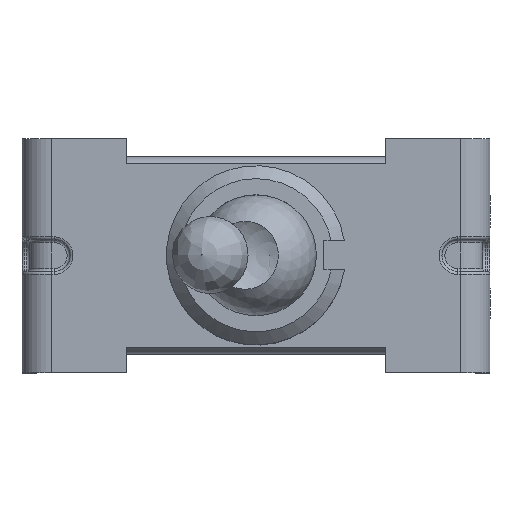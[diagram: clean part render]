
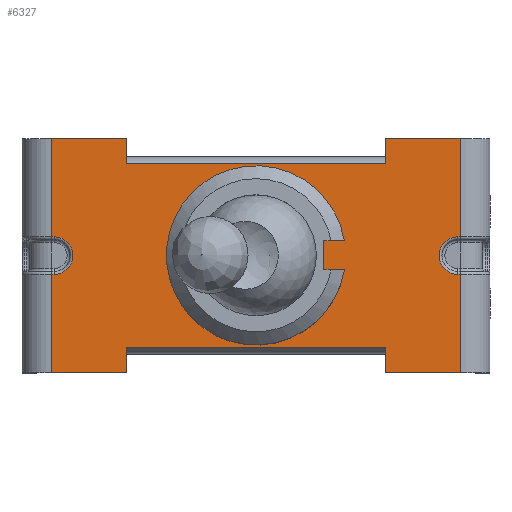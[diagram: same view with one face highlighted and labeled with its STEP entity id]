
A CAD part, top view. The second image highlights one B-rep face of the part: STEP entity #6327.
In plain terms, the highlighted planar face has unit normal (0, 0, 1).
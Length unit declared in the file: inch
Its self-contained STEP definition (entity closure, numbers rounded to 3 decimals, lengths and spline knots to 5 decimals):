
#86=FACE_BOUND('',#2441,.T.);
#391=PLANE('',#6965);
#417=LINE('',#8977,#1068);
#420=LINE('',#8985,#1071);
#422=LINE('',#8999,#1073);
#767=LINE('',#9859,#1418);
#775=LINE('',#9885,#1426);
#802=LINE('',#9954,#1453);
#872=LINE('',#10147,#1523);
#877=LINE('',#10161,#1528);
#879=LINE('',#10167,#1530);
#884=LINE('',#10177,#1535);
#887=LINE('',#10183,#1538);
#889=LINE('',#10186,#1540);
#892=LINE('',#10192,#1543);
#895=LINE('',#10198,#1546);
#897=LINE('',#10201,#1548);
#920=LINE('',#10304,#1571);
#933=LINE('',#10341,#1584);
#934=LINE('',#10350,#1585);
#957=LINE('',#10450,#1608);
#961=LINE('',#10468,#1612);
#962=LINE('',#10475,#1613);
#1068=VECTOR('',#7040,0.3937);
#1071=VECTOR('',#7045,0.3937);
#1073=VECTOR('',#7057,0.3937);
#1418=VECTOR('',#7904,0.3937);
#1426=VECTOR('',#7926,0.3937);
#1453=VECTOR('',#7971,0.3937);
#1523=VECTOR('',#8151,0.3937);
#1528=VECTOR('',#8162,0.3937);
#1530=VECTOR('',#8166,0.3937);
#1535=VECTOR('',#8175,0.3937);
#1538=VECTOR('',#8180,0.3937);
#1540=VECTOR('',#8184,0.3937);
#1543=VECTOR('',#8189,0.3937);
#1546=VECTOR('',#8194,0.3937);
#1548=VECTOR('',#8198,0.3937);
#1571=VECTOR('',#8329,0.3937);
#1584=VECTOR('',#8366,0.3937);
#1585=VECTOR('',#8379,0.3937);
#1608=VECTOR('',#8506,0.3937);
#1612=VECTOR('',#8530,0.3937);
#1613=VECTOR('',#8541,0.3937);
#2059=FACE_OUTER_BOUND('',#2440,.T.);
#2440=EDGE_LOOP('',(#5846,#5847,#5848,#5849,#5850,#5851,#5852,#5853,#5854,
#5855,#5856,#5857,#5858,#5859,#5860,#5861,#5862,#5863,#5864,#5865));
#2441=EDGE_LOOP('',(#5866,#5867,#5868,#5869));
#2477=CIRCLE('',#6393,0.12244);
#2612=CIRCLE('',#6802,0.02559);
#2649=CIRCLE('',#6870,0.02559);
#2706=VERTEX_POINT('',#8965);
#2707=VERTEX_POINT('',#8967);
#2710=VERTEX_POINT('',#8974);
#2711=VERTEX_POINT('',#8976);
#2979=VERTEX_POINT('',#9856);
#2980=VERTEX_POINT('',#9858);
#2991=VERTEX_POINT('',#9882);
#3022=VERTEX_POINT('',#9950);
#3024=VERTEX_POINT('',#9953);
#3090=VERTEX_POINT('',#10140);
#3093=VERTEX_POINT('',#10149);
#3098=VERTEX_POINT('',#10159);
#3100=VERTEX_POINT('',#10164);
#3101=VERTEX_POINT('',#10166);
#3104=VERTEX_POINT('',#10175);
#3106=VERTEX_POINT('',#10181);
#3108=VERTEX_POINT('',#10190);
#3110=VERTEX_POINT('',#10196);
#3135=VERTEX_POINT('',#10301);
#3148=VERTEX_POINT('',#10340);
#3149=VERTEX_POINT('',#10344);
#3175=VERTEX_POINT('',#10448);
#3179=VERTEX_POINT('',#10467);
#3180=VERTEX_POINT('',#10471);
#3262=EDGE_CURVE('',#2706,#2707,#2477,.T.);
#3266=EDGE_CURVE('',#2710,#2711,#417,.T.);
#3270=EDGE_CURVE('',#2711,#2706,#420,.T.);
#3276=EDGE_CURVE('',#2707,#2710,#422,.T.);
#3701=EDGE_CURVE('',#2979,#2980,#767,.T.);
#3714=EDGE_CURVE('',#2991,#2980,#775,.T.);
#3747=EDGE_CURVE('',#3024,#3022,#802,.T.);
#3842=EDGE_CURVE('',#3024,#3090,#872,.T.);
#3849=EDGE_CURVE('',#3098,#3093,#877,.T.);
#3851=EDGE_CURVE('',#3100,#3101,#879,.T.);
#3857=EDGE_CURVE('',#2979,#3104,#884,.T.);
#3860=EDGE_CURVE('',#3104,#3106,#887,.T.);
#3862=EDGE_CURVE('',#3106,#3090,#889,.T.);
#3865=EDGE_CURVE('',#3100,#3108,#892,.T.);
#3868=EDGE_CURVE('',#3108,#3110,#895,.T.);
#3870=EDGE_CURVE('',#3110,#3093,#897,.T.);
#3922=EDGE_CURVE('',#3098,#3135,#920,.T.);
#3941=EDGE_CURVE('',#2991,#3148,#933,.T.);
#3943=EDGE_CURVE('',#3148,#3149,#2612,.T.);
#3946=EDGE_CURVE('',#3149,#3135,#934,.T.);
#3997=EDGE_CURVE('',#3175,#3101,#957,.T.);
#4006=EDGE_CURVE('',#3175,#3179,#961,.T.);
#4008=EDGE_CURVE('',#3179,#3180,#2649,.T.);
#4010=EDGE_CURVE('',#3180,#3022,#962,.T.);
#5846=ORIENTED_EDGE('',*,*,#4006,.F.);
#5847=ORIENTED_EDGE('',*,*,#3997,.T.);
#5848=ORIENTED_EDGE('',*,*,#3851,.F.);
#5849=ORIENTED_EDGE('',*,*,#3865,.T.);
#5850=ORIENTED_EDGE('',*,*,#3868,.T.);
#5851=ORIENTED_EDGE('',*,*,#3870,.T.);
#5852=ORIENTED_EDGE('',*,*,#3849,.F.);
#5853=ORIENTED_EDGE('',*,*,#3922,.T.);
#5854=ORIENTED_EDGE('',*,*,#3946,.F.);
#5855=ORIENTED_EDGE('',*,*,#3943,.F.);
#5856=ORIENTED_EDGE('',*,*,#3941,.F.);
#5857=ORIENTED_EDGE('',*,*,#3714,.T.);
#5858=ORIENTED_EDGE('',*,*,#3701,.F.);
#5859=ORIENTED_EDGE('',*,*,#3857,.T.);
#5860=ORIENTED_EDGE('',*,*,#3860,.T.);
#5861=ORIENTED_EDGE('',*,*,#3862,.T.);
#5862=ORIENTED_EDGE('',*,*,#3842,.F.);
#5863=ORIENTED_EDGE('',*,*,#3747,.T.);
#5864=ORIENTED_EDGE('',*,*,#4010,.F.);
#5865=ORIENTED_EDGE('',*,*,#4008,.F.);
#5866=ORIENTED_EDGE('',*,*,#3270,.F.);
#5867=ORIENTED_EDGE('',*,*,#3266,.F.);
#5868=ORIENTED_EDGE('',*,*,#3276,.F.);
#5869=ORIENTED_EDGE('',*,*,#3262,.F.);
#6327=ADVANCED_FACE('',(#2059,#86),#391,.T.);
#6393=AXIS2_PLACEMENT_3D('',#8968,#7033,#7034);
#6802=AXIS2_PLACEMENT_3D('',#10345,#8371,#8372);
#6870=AXIS2_PLACEMENT_3D('',#10472,#8535,#8536);
#6965=AXIS2_PLACEMENT_3D('',#10672,#8785,#8786);
#7033=DIRECTION('center_axis',(0.,0.,
1.));
#7034=DIRECTION('ref_axis',(0.986,0.164,0.));
#7040=DIRECTION('',(0.,1.,0.));
#7045=DIRECTION('',(1.,0.,0.));
#7057=DIRECTION('',(-1.,0.,0.));
#7904=DIRECTION('',(-1.,0.,0.));
#7926=DIRECTION('',(0.,-1.,0.));
#7971=DIRECTION('',(0.,1.,0.));
#8151=DIRECTION('',(-1.,0.,0.));
#8162=DIRECTION('',(1.,0.,0.));
#8166=DIRECTION('',(1.,0.,0.));
#8175=DIRECTION('',(0.,1.,0.));
#8180=DIRECTION('',(1.,0.,0.));
#8184=DIRECTION('',(0.,-1.,0.));
#8189=DIRECTION('',(0.,-1.,0.));
#8194=DIRECTION('',(-1.,0.,0.));
#8198=DIRECTION('',(0.,1.,0.));
#8329=DIRECTION('',(0.,-1.,0.));
#8366=DIRECTION('',(1.,0.,0.));
#8371=DIRECTION('center_axis',(0.,0.,
1.));
#8372=DIRECTION('ref_axis',(1.,0.,0.));
#8379=DIRECTION('',(-1.,0.,0.));
#8506=DIRECTION('',(0.,1.,0.));
#8530=DIRECTION('',(-1.,0.,0.));
#8535=DIRECTION('center_axis',(0.,0.,
1.));
#8536=DIRECTION('ref_axis',(-1.,0.,0.));
#8541=DIRECTION('',(1.,0.,0.));
#8785=DIRECTION('center_axis',(0.,0.,
1.));
#8786=DIRECTION('ref_axis',(1.,0.,0.));
#8965=CARTESIAN_POINT('',(0.12078,0.02008,0.37008));
#8967=CARTESIAN_POINT('',(0.12078,-0.02008,0.37008));
#8968=CARTESIAN_POINT('Origin',(0.,0.,
0.37008));
#8974=CARTESIAN_POINT('',(0.09283,-0.02008,0.37008));
#8976=CARTESIAN_POINT('',(0.09283,0.02008,0.37008));
#8977=CARTESIAN_POINT('',(0.09283,-0.02008,0.37008));
#8985=CARTESIAN_POINT('',(0.09283,0.02008,0.37008));
#8999=CARTESIAN_POINT('',(0.12078,-0.02008,0.37008));
#9856=CARTESIAN_POINT('',(-0.17717,-0.16004,0.37008));
#9858=CARTESIAN_POINT('',(-0.27992,-0.16004,0.37008));
#9859=CARTESIAN_POINT('',(0.32008,-0.16004,0.37008));
#9882=CARTESIAN_POINT('',(-0.27992,-0.02559,0.37008));
#9885=CARTESIAN_POINT('',(-0.27992,0.08002,0.37008));
#9950=CARTESIAN_POINT('',(0.27992,-0.02559,0.37008));
#9953=CARTESIAN_POINT('',(0.27992,-0.16004,0.37008));
#9954=CARTESIAN_POINT('',(0.27992,-0.08002,0.37008));
#10140=CARTESIAN_POINT('',(0.17717,-0.16004,0.37008));
#10147=CARTESIAN_POINT('',(0.32008,-0.16004,0.37008));
#10149=CARTESIAN_POINT('',(-0.17717,0.16004,0.37008));
#10159=CARTESIAN_POINT('',(-0.27992,0.16004,0.37008));
#10161=CARTESIAN_POINT('',(-0.32008,0.16004,0.37008));
#10164=CARTESIAN_POINT('',(0.17717,0.16004,0.37008));
#10166=CARTESIAN_POINT('',(0.27992,0.16004,0.37008));
#10167=CARTESIAN_POINT('',(-0.32008,0.16004,0.37008));
#10175=CARTESIAN_POINT('',(-0.17717,-0.12539,0.37008));
#10177=CARTESIAN_POINT('',(-0.17717,-0.0627,0.37008));
#10181=CARTESIAN_POINT('',(0.17717,-0.12539,0.37008));
#10183=CARTESIAN_POINT('',(0.08858,-0.12539,0.37008));
#10186=CARTESIAN_POINT('',(0.17717,-0.08002,0.37008));
#10190=CARTESIAN_POINT('',(0.17717,0.12539,0.37008));
#10192=CARTESIAN_POINT('',(0.17717,0.0627,0.37008));
#10196=CARTESIAN_POINT('',(-0.17717,0.12539,0.37008));
#10198=CARTESIAN_POINT('',(-0.08858,0.12539,0.37008));
#10201=CARTESIAN_POINT('',(-0.17717,0.08002,0.37008));
#10301=CARTESIAN_POINT('',(-0.27992,0.02559,0.37008));
#10304=CARTESIAN_POINT('',(-0.27992,0.08002,0.37008));
#10340=CARTESIAN_POINT('',(-0.27598,-0.02559,0.37008));
#10341=CARTESIAN_POINT('',(-0.16004,-0.02559,0.37008));
#10344=CARTESIAN_POINT('',(-0.27598,0.02559,0.37008));
#10345=CARTESIAN_POINT('Origin',(-0.27598,0.,
0.37008));
#10350=CARTESIAN_POINT('',(-0.16004,0.02559,0.37008));
#10448=CARTESIAN_POINT('',(0.27992,0.02559,0.37008));
#10450=CARTESIAN_POINT('',(0.27992,-0.08002,0.37008));
#10467=CARTESIAN_POINT('',(0.27598,0.02559,0.37008));
#10468=CARTESIAN_POINT('',(0.16004,0.02559,0.37008));
#10471=CARTESIAN_POINT('',(0.27598,-0.02559,0.37008));
#10472=CARTESIAN_POINT('Origin',(0.27598,0.,
0.37008));
#10475=CARTESIAN_POINT('',(0.16004,-0.02559,0.37008));
#10672=CARTESIAN_POINT('Origin',(0.,0.,
0.37008));
